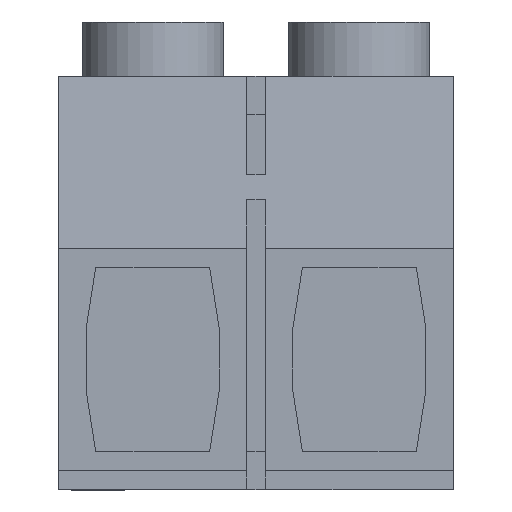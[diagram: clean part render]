
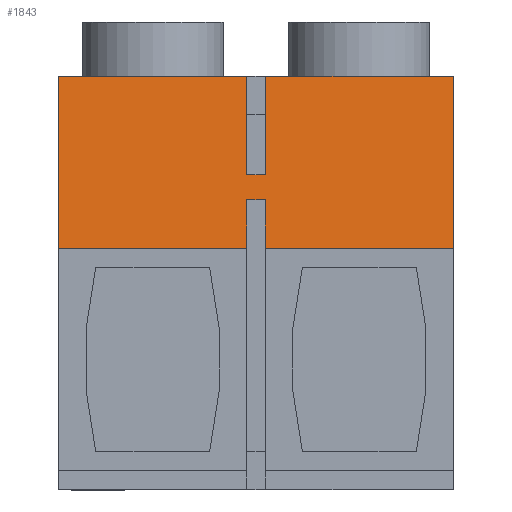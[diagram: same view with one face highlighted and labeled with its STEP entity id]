
A CAD part, top view. The second image highlights one B-rep face of the part: STEP entity #1843.
In plain terms, the highlighted planar face has unit normal (0, 0.122, 0.993).
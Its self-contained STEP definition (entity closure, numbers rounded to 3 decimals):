
#1768=AXIS2_PLACEMENT_3D('Plane Axis2P3D',#1765,#1766,#1767) ;
#464=CARTESIAN_POINT('Vertex',(0.,8.9,20.65)) ;
#467=CARTESIAN_POINT('Line Origine',(0.,12.075,20.26)) ;
#471=CARTESIAN_POINT('Vertex',(0.,15.25,19.87)) ;
#781=CARTESIAN_POINT('Vertex',(14.562,15.25,19.87)) ;
#784=CARTESIAN_POINT('Line Origine',(14.562,12.075,20.26)) ;
#788=CARTESIAN_POINT('Vertex',(14.562,8.9,20.65)) ;
#866=CARTESIAN_POINT('Vertex',(7.62,10.692,20.43)) ;
#906=CARTESIAN_POINT('Vertex',(7.62,8.9,20.65)) ;
#909=CARTESIAN_POINT('Line Origine',(7.62,9.796,20.54)) ;
#958=CARTESIAN_POINT('Line Origine',(6.942,9.796,20.54)) ;
#962=CARTESIAN_POINT('Vertex',(6.942,10.692,20.43)) ;
#964=CARTESIAN_POINT('Vertex',(6.942,8.9,20.65)) ;
#1752=CARTESIAN_POINT('Line Origine',(3.471,8.9,20.65)) ;
#1765=CARTESIAN_POINT('Axis2P3D Location',(0.,15.25,19.87)) ;
#1770=CARTESIAN_POINT('Line Origine',(7.281,10.692,20.43)) ;
#1775=CARTESIAN_POINT('Line Origine',(8.056,8.9,20.65)) ;
#1779=CARTESIAN_POINT('Vertex',(8.491,8.9,20.65)) ;
#1782=CARTESIAN_POINT('Line Origine',(11.527,8.9,20.65)) ;
#1787=CARTESIAN_POINT('Line Origine',(11.527,15.25,19.87)) ;
#1791=CARTESIAN_POINT('Vertex',(8.491,15.25,19.87)) ;
#1794=CARTESIAN_POINT('Line Origine',(8.056,15.25,19.87)) ;
#1798=CARTESIAN_POINT('Vertex',(7.62,15.25,19.87)) ;
#1801=CARTESIAN_POINT('Line Origine',(7.62,13.427,20.094)) ;
#1805=CARTESIAN_POINT('Vertex',(7.62,11.604,20.318)) ;
#1808=CARTESIAN_POINT('Line Origine',(7.281,11.604,20.318)) ;
#1812=CARTESIAN_POINT('Vertex',(6.942,11.604,20.318)) ;
#1815=CARTESIAN_POINT('Line Origine',(6.942,13.427,20.094)) ;
#1819=CARTESIAN_POINT('Vertex',(6.942,15.25,19.87)) ;
#1822=CARTESIAN_POINT('Line Origine',(3.471,15.25,19.87)) ;
#468=DIRECTION('Vector Direction',(0.,-0.993,0.122)) ;
#785=DIRECTION('Vector Direction',(0.,-0.993,0.122)) ;
#910=DIRECTION('Vector Direction',(0.,-0.993,0.122)) ;
#959=DIRECTION('Vector Direction',(0.,-0.993,0.122)) ;
#1753=DIRECTION('Vector Direction',(1.,0.,0.)) ;
#1766=DIRECTION('Axis2P3D Direction',(-0.,0.122,0.993)) ;
#1767=DIRECTION('Axis2P3D XDirection',(0.,-0.993,0.122)) ;
#1771=DIRECTION('Vector Direction',(1.,0.,0.)) ;
#1776=DIRECTION('Vector Direction',(1.,0.,0.)) ;
#1783=DIRECTION('Vector Direction',(1.,0.,0.)) ;
#1788=DIRECTION('Vector Direction',(1.,0.,0.)) ;
#1795=DIRECTION('Vector Direction',(1.,0.,0.)) ;
#1802=DIRECTION('Vector Direction',(0.,-0.993,0.122)) ;
#1809=DIRECTION('Vector Direction',(1.,0.,0.)) ;
#1816=DIRECTION('Vector Direction',(0.,-0.993,0.122)) ;
#1823=DIRECTION('Vector Direction',(1.,0.,0.)) ;
#469=VECTOR('Line Direction',#468,1.) ;
#786=VECTOR('Line Direction',#785,1.) ;
#911=VECTOR('Line Direction',#910,1.) ;
#960=VECTOR('Line Direction',#959,1.) ;
#1754=VECTOR('Line Direction',#1753,1.) ;
#1772=VECTOR('Line Direction',#1771,1.) ;
#1777=VECTOR('Line Direction',#1776,1.) ;
#1784=VECTOR('Line Direction',#1783,1.) ;
#1789=VECTOR('Line Direction',#1788,1.) ;
#1796=VECTOR('Line Direction',#1795,1.) ;
#1803=VECTOR('Line Direction',#1802,1.) ;
#1810=VECTOR('Line Direction',#1809,1.) ;
#1817=VECTOR('Line Direction',#1816,1.) ;
#1824=VECTOR('Line Direction',#1823,1.) ;
#1828=ORIENTED_EDGE('',*,*,#473,.F.) ;
#1829=ORIENTED_EDGE('',*,*,#1756,.T.) ;
#1830=ORIENTED_EDGE('',*,*,#966,.F.) ;
#1831=ORIENTED_EDGE('',*,*,#1774,.T.) ;
#1832=ORIENTED_EDGE('',*,*,#913,.T.) ;
#1833=ORIENTED_EDGE('',*,*,#1781,.T.) ;
#1834=ORIENTED_EDGE('',*,*,#1786,.T.) ;
#1835=ORIENTED_EDGE('',*,*,#790,.T.) ;
#1836=ORIENTED_EDGE('',*,*,#1793,.F.) ;
#1837=ORIENTED_EDGE('',*,*,#1800,.F.) ;
#1838=ORIENTED_EDGE('',*,*,#1807,.T.) ;
#1839=ORIENTED_EDGE('',*,*,#1814,.F.) ;
#1840=ORIENTED_EDGE('',*,*,#1821,.F.) ;
#1841=ORIENTED_EDGE('',*,*,#1826,.F.) ;
#1843=ADVANCED_FACE('HOUSING',(#1842),#1769,.T.) ;
#473=EDGE_CURVE('',#465,#472,#470,.F.) ;
#790=EDGE_CURVE('',#789,#782,#787,.F.) ;
#913=EDGE_CURVE('',#867,#907,#912,.T.) ;
#966=EDGE_CURVE('',#963,#965,#961,.T.) ;
#1756=EDGE_CURVE('',#465,#965,#1755,.T.) ;
#1774=EDGE_CURVE('',#963,#867,#1773,.T.) ;
#1781=EDGE_CURVE('',#907,#1780,#1778,.T.) ;
#1786=EDGE_CURVE('',#1780,#789,#1785,.T.) ;
#1793=EDGE_CURVE('',#1792,#782,#1790,.T.) ;
#1800=EDGE_CURVE('',#1799,#1792,#1797,.T.) ;
#1807=EDGE_CURVE('',#1799,#1806,#1804,.T.) ;
#1814=EDGE_CURVE('',#1813,#1806,#1811,.T.) ;
#1821=EDGE_CURVE('',#1820,#1813,#1818,.T.) ;
#1826=EDGE_CURVE('',#472,#1820,#1825,.T.) ;
#1827=EDGE_LOOP('',(#1828,#1829,#1830,#1831,#1832,#1833,#1834,#1835,#1836,#1837,#1838,#1839,#1840,#1841)) ;
#1842=FACE_OUTER_BOUND('',#1827,.T.) ;
#470=LINE('Line',#467,#469) ;
#787=LINE('Line',#784,#786) ;
#912=LINE('Line',#909,#911) ;
#961=LINE('Line',#958,#960) ;
#1755=LINE('Line',#1752,#1754) ;
#1773=LINE('Line',#1770,#1772) ;
#1778=LINE('Line',#1775,#1777) ;
#1785=LINE('Line',#1782,#1784) ;
#1790=LINE('Line',#1787,#1789) ;
#1797=LINE('Line',#1794,#1796) ;
#1804=LINE('Line',#1801,#1803) ;
#1811=LINE('Line',#1808,#1810) ;
#1818=LINE('Line',#1815,#1817) ;
#1825=LINE('Line',#1822,#1824) ;
#1769=PLANE('',#1768) ;
#465=VERTEX_POINT('',#464) ;
#472=VERTEX_POINT('',#471) ;
#782=VERTEX_POINT('',#781) ;
#789=VERTEX_POINT('',#788) ;
#867=VERTEX_POINT('',#866) ;
#907=VERTEX_POINT('',#906) ;
#963=VERTEX_POINT('',#962) ;
#965=VERTEX_POINT('',#964) ;
#1780=VERTEX_POINT('',#1779) ;
#1792=VERTEX_POINT('',#1791) ;
#1799=VERTEX_POINT('',#1798) ;
#1806=VERTEX_POINT('',#1805) ;
#1813=VERTEX_POINT('',#1812) ;
#1820=VERTEX_POINT('',#1819) ;
